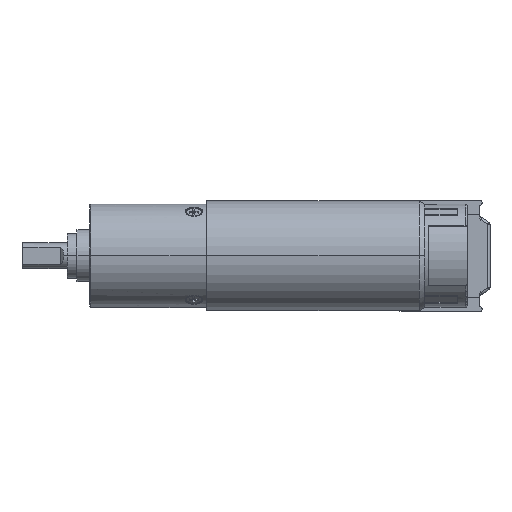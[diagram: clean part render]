
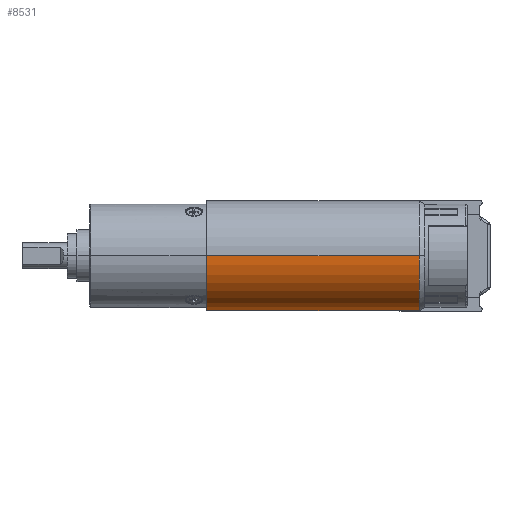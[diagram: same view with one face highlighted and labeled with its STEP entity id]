
A CAD part, front view. The second image highlights one B-rep face of the part: STEP entity #8531.
In plain terms, the highlighted cylindrical face has radius 8.5 mm (diameter 17 mm), a partial arc.
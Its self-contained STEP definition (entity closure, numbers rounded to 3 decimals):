
#446=CARTESIAN_POINT('',(0.1,0.,0.));
#447=DIRECTION('',(-1.,0.,0.));
#448=DIRECTION('',(0.,1.,0.));
#449=AXIS2_PLACEMENT_3D('',#446,#447,#448);
#451=DIRECTION('',(-1.,0.,0.));
#452=VECTOR('',#451,32.834);
#453=CARTESIAN_POINT('',(32.934,-8.5,0.));
#454=LINE('',#453,#452);
#455=CARTESIAN_POINT('',(32.934,0.,0.));
#456=DIRECTION('',(-1.,0.,0.));
#457=DIRECTION('',(0.,1.,0.));
#458=AXIS2_PLACEMENT_3D('',#455,#456,#457);
#460=DIRECTION('',(-1.,0.,0.));
#461=VECTOR('',#460,32.834);
#462=CARTESIAN_POINT('',(32.934,8.5,0.));
#463=LINE('',#462,#461);
#6414=CARTESIAN_POINT('',(32.934,-8.5,0.));
#6416=VERTEX_POINT('',#6414);
#6417=CARTESIAN_POINT('',(32.934,8.5,0.));
#6418=VERTEX_POINT('',#6417);
#7515=CARTESIAN_POINT('',(0.1,-8.5,0.));
#7516=CARTESIAN_POINT('',(0.1,8.5,0.));
#7517=VERTEX_POINT('',#7515);
#7518=VERTEX_POINT('',#7516);
#8517=CARTESIAN_POINT('',(0.,0.,0.));
#8518=DIRECTION('',(1.,0.,0.));
#8519=DIRECTION('',(0.,-1.,0.));
#8520=AXIS2_PLACEMENT_3D('',#8517,#8518,#8519);
#8521=CYLINDRICAL_SURFACE('',#8520,8.5);
#8523=ORIENTED_EDGE('',*,*,#8522,.T.);
#8525=ORIENTED_EDGE('',*,*,#8524,.F.);
#8526=ORIENTED_EDGE('',*,*,#8442,.F.);
#8528=ORIENTED_EDGE('',*,*,#8527,.T.);
#8529=EDGE_LOOP('',(#8523,#8525,#8526,#8528));
#8530=FACE_OUTER_BOUND('',#8529,.F.);
#8531=ADVANCED_FACE('',(#8530),#8521,.T.);
#450=CIRCLE('',#449,8.5);
#459=CIRCLE('',#458,8.5);
#8442=EDGE_CURVE('',#6418,#6416,#459,.T.);
#8522=EDGE_CURVE('',#7518,#7517,#450,.T.);
#8524=EDGE_CURVE('',#6416,#7517,#454,.T.);
#8527=EDGE_CURVE('',#6418,#7518,#463,.T.);
